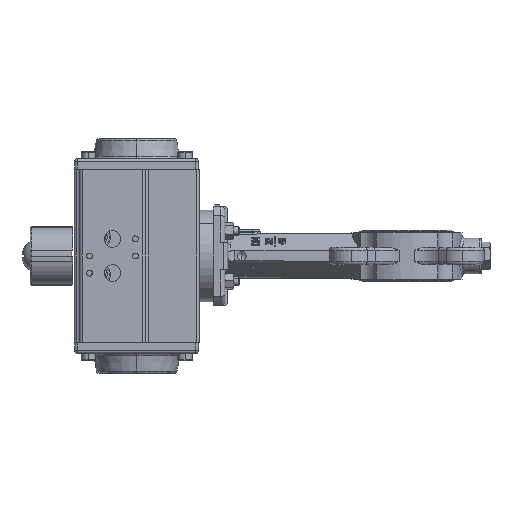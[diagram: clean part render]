
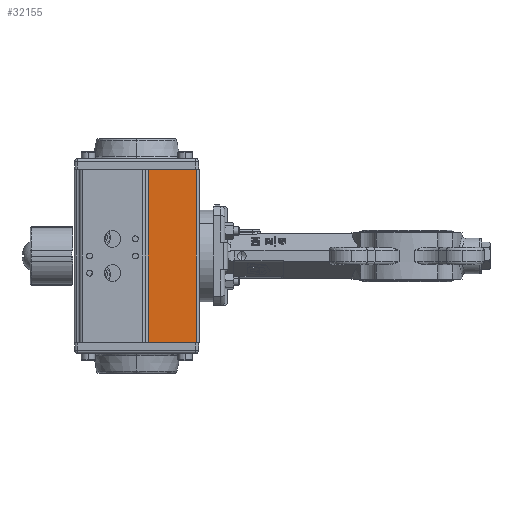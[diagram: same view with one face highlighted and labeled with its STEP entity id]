
A CAD part, left-side view. The second image highlights one B-rep face of the part: STEP entity #32155.
In plain terms, the highlighted planar face has unit normal (1, 0, 0).
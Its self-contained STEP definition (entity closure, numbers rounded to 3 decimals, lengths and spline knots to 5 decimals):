
#2005 = DIRECTION ( 'NONE',  ( 1., 0., 0. ) ) ;
#3211 = CARTESIAN_POINT ( 'NONE',  ( -0.0512, 0.1038, 0.27981 ) ) ;
#3947 = LINE ( 'NONE', #15660, #36125 ) ;
#3964 = CARTESIAN_POINT ( 'NONE',  ( -0.0512, 0.1378, 0.15881 ) ) ;
#4349 = DIRECTION ( 'NONE',  ( 0., 1., 0. ) ) ;
#5910 = EDGE_CURVE ( 'NONE', #49501, #39946, #3947, .T. ) ;
#6661 = DIRECTION ( 'NONE',  ( 0., 0., -1. ) ) ;
#12349 = LINE ( 'NONE', #64212, #51461 ) ;
#12866 = VERTEX_POINT ( 'NONE', #36458 ) ;
#13502 = ORIENTED_EDGE ( 'NONE', *, *, #14777, .T. ) ;
#14777 = EDGE_CURVE ( 'NONE', #12866, #49501, #56160, .T. ) ;
#15660 = CARTESIAN_POINT ( 'NONE',  ( -0.0512, 0.1378, 0.15881 ) ) ;
#16500 = CARTESIAN_POINT ( 'NONE',  ( -0.0512, 0.1038, 0.15881 ) ) ;
#24933 = AXIS2_PLACEMENT_3D ( 'NONE', #37197, #2005, #25080 ) ;
#25080 = DIRECTION ( 'NONE',  ( 0., 1., 0. ) ) ;
#26382 = EDGE_CURVE ( 'NONE', #35397, #12866, #34685, .T. ) ;
#26785 = ORIENTED_EDGE ( 'NONE', *, *, #50340, .T. ) ;
#27020 = DIRECTION ( 'NONE',  ( 0., 0., 1. ) ) ;
#27920 = CARTESIAN_POINT ( 'NONE',  ( -0.0512, 0.1378, 0.27981 ) ) ;
#28831 = VECTOR ( 'NONE', #6661, 1. ) ;
#32155 = ADVANCED_FACE ( 'NONE', ( #36433 ), #59497, .T. ) ;
#34685 = LINE ( 'NONE', #16500, #28831 ) ;
#35397 = VERTEX_POINT ( 'NONE', #3211 ) ;
#36125 = VECTOR ( 'NONE', #27020, 1. ) ;
#36433 = FACE_OUTER_BOUND ( 'NONE', #46997, .T. ) ;
#36458 = CARTESIAN_POINT ( 'NONE',  ( -0.0512, 0.1038, 0.15881 ) ) ;
#37197 = CARTESIAN_POINT ( 'NONE',  ( -0.0512, 0.1378, 0.15881 ) ) ;
#39946 = VERTEX_POINT ( 'NONE', #27920 ) ;
#43275 = CARTESIAN_POINT ( 'NONE',  ( -0.0512, 0.1378, 0.15881 ) ) ;
#44068 = ORIENTED_EDGE ( 'NONE', *, *, #26382, .T. ) ;
#46862 = ORIENTED_EDGE ( 'NONE', *, *, #5910, .T. ) ;
#46997 = EDGE_LOOP ( 'NONE', ( #46862, #26785, #44068, #13502 ) ) ;
#49501 = VERTEX_POINT ( 'NONE', #43275 ) ;
#50340 = EDGE_CURVE ( 'NONE', #39946, #35397, #12349, .T. ) ;
#51461 = VECTOR ( 'NONE', #57777, 1. ) ;
#56160 = LINE ( 'NONE', #3964, #58425 ) ;
#57777 = DIRECTION ( 'NONE',  ( 0., -1., 0. ) ) ;
#58425 = VECTOR ( 'NONE', #4349, 1. ) ;
#59497 = PLANE ( 'NONE',  #24933 ) ;
#64212 = CARTESIAN_POINT ( 'NONE',  ( -0.0512, 0.1378, 0.27981 ) ) ;
